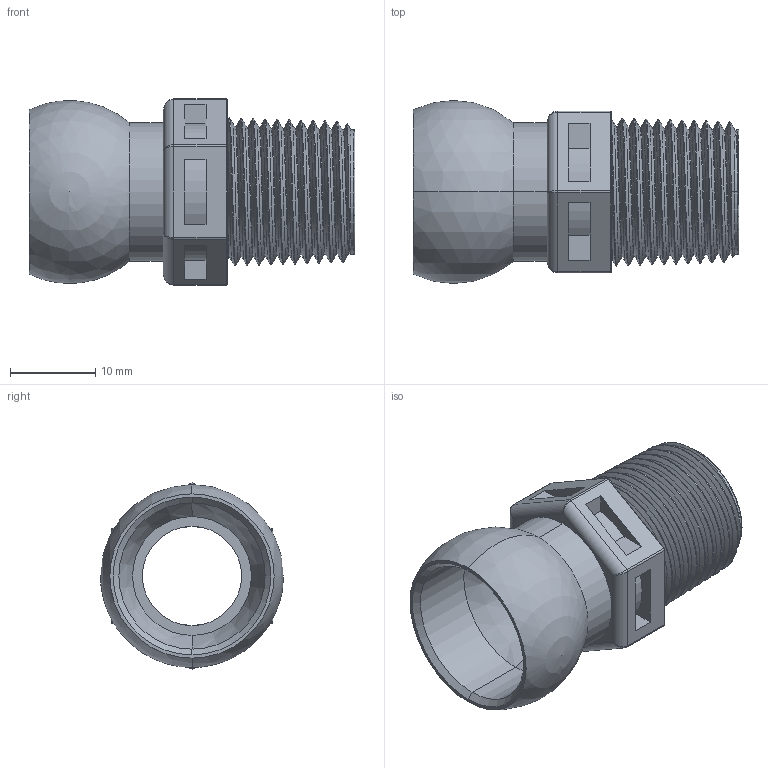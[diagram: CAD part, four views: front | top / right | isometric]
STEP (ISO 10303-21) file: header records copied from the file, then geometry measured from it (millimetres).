
FILE_DESCRIPTION (( 'STEP AP203' ), '1' );
FILE_NAME ('1-2 x3-8 NPT.STEP', '2005-02-04T23:55:49', ( 'mark lockwood' ), ( 'lockwood products inc.' ), 'SwSTEP 2.0', 'SolidWorks 2004146', '' );
FILE_SCHEMA (( 'CONFIG_CONTROL_DESIGN' ));
Length unit declared in the file: inch
Products named in the file (1): 1-2 x3-8 NPT
Bounding box: 38.3 x 21.51 x 21.86 mm (x, y, z)
Volume: 4123.2 mm3; surface area: 4974.8 mm2
Topology: 1 solids, 1 shells, 100 faces, 239 edges, 142 vertices
Faces by surface type: plane 35, cylinder 32, bspline 12, torus 10, cone 9, sphere 2
Entity records: 12460 total; most frequent: CARTESIAN_POINT 10196, ORIENTED_EDGE 456, DIRECTION 443, EDGE_CURVE 228, AXIS2_PLACEMENT_3D 166, VERTEX_POINT 139, EDGE_LOOP 111, VECTOR 111
